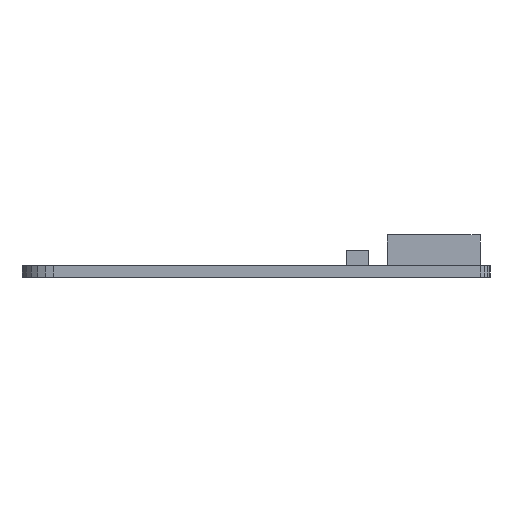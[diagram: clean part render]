
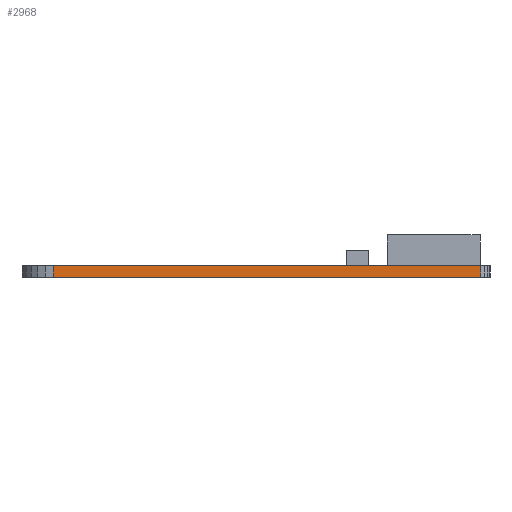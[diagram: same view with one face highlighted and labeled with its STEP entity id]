
A CAD part, front view. The second image highlights one B-rep face of the part: STEP entity #2968.
In plain terms, the highlighted planar face has unit normal (0, -1, 0).
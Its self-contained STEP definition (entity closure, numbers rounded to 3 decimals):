
#91 = PLANE('',#92);
#92 = AXIS2_PLACEMENT_3D('',#93,#94,#95);
#93 = CARTESIAN_POINT('',(0.,-29.749,0.371));
#94 = DIRECTION('',(0.,0.,-1.));
#95 = DIRECTION('',(-1.,0.,0.));
#145 = PLANE('',#146);
#146 = AXIS2_PLACEMENT_3D('',#147,#148,#149);
#147 = CARTESIAN_POINT('',(0.,-29.749,0.));
#148 = DIRECTION('',(0.,0.,-1.));
#149 = DIRECTION('',(-1.,0.,0.));
#2860 = PLANE('',#2861);
#2861 = AXIS2_PLACEMENT_3D('',#2862,#2863,#2864);
#2862 = CARTESIAN_POINT('',(14.81,-30.755,0.));
#2863 = DIRECTION('',(-1.,-0.001,0.));
#2864 = DIRECTION('',(-0.001,1.,0.));
#2898 = VERTEX_POINT('',#2899);
#2899 = CARTESIAN_POINT('',(14.81,-30.749,0.371));
#2920 = EDGE_CURVE('',#2921,#2898,#2923,.T.);
#2921 = VERTEX_POINT('',#2922);
#2922 = CARTESIAN_POINT('',(14.81,-30.749,0.));
#2923 = SURFACE_CURVE('',#2924,(#2928,#2935),.PCURVE_S1.);
#2924 = LINE('',#2925,#2926);
#2925 = CARTESIAN_POINT('',(14.81,-30.749,0.));
#2926 = VECTOR('',#2927,1.);
#2927 = DIRECTION('',(0.,0.,1.));
#2928 = PCURVE('',#2860,#2929);
#2929 = DEFINITIONAL_REPRESENTATION('',(#2930),#2934);
#2930 = LINE('',#2931,#2932);
#2931 = CARTESIAN_POINT('',(0.006,0.));
#2932 = VECTOR('',#2933,1.);
#2933 = DIRECTION('',(0.,-1.));
#2934 = ( GEOMETRIC_REPRESENTATION_CONTEXT(2) 
PARAMETRIC_REPRESENTATION_CONTEXT() REPRESENTATION_CONTEXT('2D SPACE',''
  ) );
#2935 = PCURVE('',#2936,#2941);
#2936 = PLANE('',#2937);
#2937 = AXIS2_PLACEMENT_3D('',#2938,#2939,#2940);
#2938 = CARTESIAN_POINT('',(14.81,-30.749,0.));
#2939 = DIRECTION('',(0.,-1.,0.));
#2940 = DIRECTION('',(-1.,0.,0.));
#2941 = DEFINITIONAL_REPRESENTATION('',(#2942),#2946);
#2942 = LINE('',#2943,#2944);
#2943 = CARTESIAN_POINT('',(0.,0.));
#2944 = VECTOR('',#2945,1.);
#2945 = DIRECTION('',(0.,-1.));
#2946 = ( GEOMETRIC_REPRESENTATION_CONTEXT(2) 
PARAMETRIC_REPRESENTATION_CONTEXT() REPRESENTATION_CONTEXT('2D SPACE',''
  ) );
#2968 = ADVANCED_FACE('',(#2969),#2936,.T.);
#2969 = FACE_BOUND('',#2970,.T.);
#2970 = EDGE_LOOP('',(#2971,#2972,#2995,#3023));
#2971 = ORIENTED_EDGE('',*,*,#2920,.T.);
#2972 = ORIENTED_EDGE('',*,*,#2973,.T.);
#2973 = EDGE_CURVE('',#2898,#2974,#2976,.T.);
#2974 = VERTEX_POINT('',#2975);
#2975 = CARTESIAN_POINT('',(1.,-30.749,0.371));
#2976 = SURFACE_CURVE('',#2977,(#2981,#2988),.PCURVE_S1.);
#2977 = LINE('',#2978,#2979);
#2978 = CARTESIAN_POINT('',(14.81,-30.749,0.371));
#2979 = VECTOR('',#2980,1.);
#2980 = DIRECTION('',(-1.,0.,0.));
#2981 = PCURVE('',#2936,#2982);
#2982 = DEFINITIONAL_REPRESENTATION('',(#2983),#2987);
#2983 = LINE('',#2984,#2985);
#2984 = CARTESIAN_POINT('',(0.,-0.371));
#2985 = VECTOR('',#2986,1.);
#2986 = DIRECTION('',(1.,0.));
#2987 = ( GEOMETRIC_REPRESENTATION_CONTEXT(2) 
PARAMETRIC_REPRESENTATION_CONTEXT() REPRESENTATION_CONTEXT('2D SPACE',''
  ) );
#2988 = PCURVE('',#91,#2989);
#2989 = DEFINITIONAL_REPRESENTATION('',(#2990),#2994);
#2990 = LINE('',#2991,#2992);
#2991 = CARTESIAN_POINT('',(-14.81,-1.));
#2992 = VECTOR('',#2993,1.);
#2993 = DIRECTION('',(1.,0.));
#2994 = ( GEOMETRIC_REPRESENTATION_CONTEXT(2) 
PARAMETRIC_REPRESENTATION_CONTEXT() REPRESENTATION_CONTEXT('2D SPACE',''
  ) );
#2995 = ORIENTED_EDGE('',*,*,#2996,.F.);
#2996 = EDGE_CURVE('',#2997,#2974,#2999,.T.);
#2997 = VERTEX_POINT('',#2998);
#2998 = CARTESIAN_POINT('',(1.,-30.749,0.));
#2999 = SURFACE_CURVE('',#3000,(#3004,#3011),.PCURVE_S1.);
#3000 = LINE('',#3001,#3002);
#3001 = CARTESIAN_POINT('',(1.,-30.749,0.));
#3002 = VECTOR('',#3003,1.);
#3003 = DIRECTION('',(0.,0.,1.));
#3004 = PCURVE('',#2936,#3005);
#3005 = DEFINITIONAL_REPRESENTATION('',(#3006),#3010);
#3006 = LINE('',#3007,#3008);
#3007 = CARTESIAN_POINT('',(13.81,0.));
#3008 = VECTOR('',#3009,1.);
#3009 = DIRECTION('',(0.,-1.));
#3010 = ( GEOMETRIC_REPRESENTATION_CONTEXT(2) 
PARAMETRIC_REPRESENTATION_CONTEXT() REPRESENTATION_CONTEXT('2D SPACE',''
  ) );
#3011 = PCURVE('',#3012,#3017);
#3012 = PLANE('',#3013);
#3013 = AXIS2_PLACEMENT_3D('',#3014,#3015,#3016);
#3014 = CARTESIAN_POINT('',(1.,-30.749,0.));
#3015 = DIRECTION('',(1.,0.,0.));
#3016 = DIRECTION('',(0.,-1.,0.));
#3017 = DEFINITIONAL_REPRESENTATION('',(#3018),#3022);
#3018 = LINE('',#3019,#3020);
#3019 = CARTESIAN_POINT('',(0.,0.));
#3020 = VECTOR('',#3021,1.);
#3021 = DIRECTION('',(0.,-1.));
#3022 = ( GEOMETRIC_REPRESENTATION_CONTEXT(2) 
PARAMETRIC_REPRESENTATION_CONTEXT() REPRESENTATION_CONTEXT('2D SPACE',''
  ) );
#3023 = ORIENTED_EDGE('',*,*,#3024,.F.);
#3024 = EDGE_CURVE('',#2921,#2997,#3025,.T.);
#3025 = SURFACE_CURVE('',#3026,(#3030,#3037),.PCURVE_S1.);
#3026 = LINE('',#3027,#3028);
#3027 = CARTESIAN_POINT('',(14.81,-30.749,0.));
#3028 = VECTOR('',#3029,1.);
#3029 = DIRECTION('',(-1.,0.,0.));
#3030 = PCURVE('',#2936,#3031);
#3031 = DEFINITIONAL_REPRESENTATION('',(#3032),#3036);
#3032 = LINE('',#3033,#3034);
#3033 = CARTESIAN_POINT('',(0.,0.));
#3034 = VECTOR('',#3035,1.);
#3035 = DIRECTION('',(1.,0.));
#3036 = ( GEOMETRIC_REPRESENTATION_CONTEXT(2) 
PARAMETRIC_REPRESENTATION_CONTEXT() REPRESENTATION_CONTEXT('2D SPACE',''
  ) );
#3037 = PCURVE('',#145,#3038);
#3038 = DEFINITIONAL_REPRESENTATION('',(#3039),#3043);
#3039 = LINE('',#3040,#3041);
#3040 = CARTESIAN_POINT('',(-14.81,-1.));
#3041 = VECTOR('',#3042,1.);
#3042 = DIRECTION('',(1.,0.));
#3043 = ( GEOMETRIC_REPRESENTATION_CONTEXT(2) 
PARAMETRIC_REPRESENTATION_CONTEXT() REPRESENTATION_CONTEXT('2D SPACE',''
  ) );
